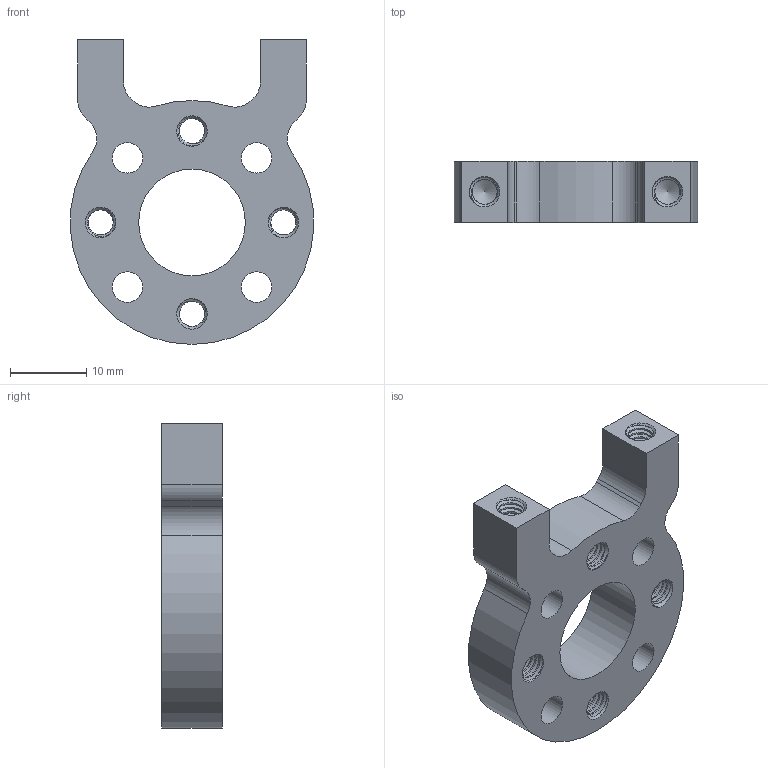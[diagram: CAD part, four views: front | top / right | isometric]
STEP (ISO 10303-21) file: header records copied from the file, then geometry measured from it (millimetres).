
FILE_DESCRIPTION( ( '' ), ' ' );
FILE_NAME( '5a2ac84f72ac810ef6302e38.step', '2017-12-08T17:13:51', ( '' ), ( '' ), ' ', ' ', ' ' );
FILE_SCHEMA( ( 'AUTOMOTIVE_DESIGN { 1 0 10303 214 1 1 1 1 }' ) );
Length unit declared in the file: metre
Products named in the file (1): 1200-0024-0024
Bounding box: 31.95 x 8 x 40 mm (x, y, z)
Volume: 5516.1 mm3; surface area: 4132 mm2
Topology: 1 solids, 1 shells, 79 faces, 671 edges, 594 vertices
Faces by surface type: cylinder 41, plane 14, cone 12, bspline 12
Full cylindrical faces by diameter (mm): 3.3 x14, 4 x4, 14 x1
Entity records: 13324 total; most frequent: CARTESIAN_POINT 9350, ORIENTED_EDGE 1288, EDGE_CURVE 644, VERTEX_POINT 592, DIRECTION 286, AXIS2_PLACEMENT_3D 122, EDGE_LOOP 92, FACE_OUTER_BOUND 72
